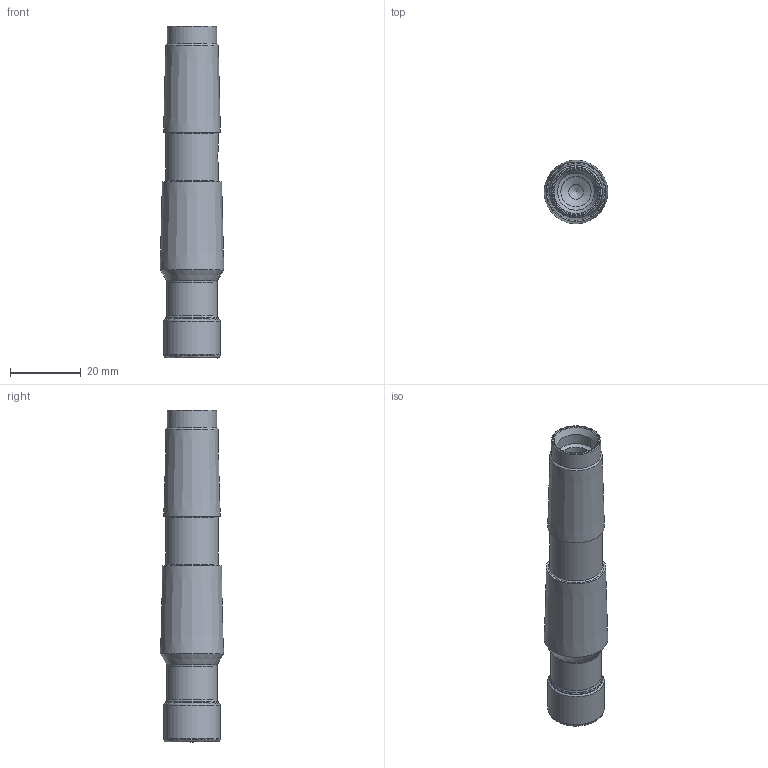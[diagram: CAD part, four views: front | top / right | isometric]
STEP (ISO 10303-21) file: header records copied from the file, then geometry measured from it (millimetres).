
FILE_DESCRIPTION(/* description */ (''),/* implementation_level */ '2;1');
FILE_NAME(/* name */ '202753787ndi000_00.stp',/* time_stamp */ '2019-12-12T13:25:48+01:00',/* author */ (''),/* organization */ (''),/* preprocessor_version */ 'ST-DEVELOPER v16.7',/* originating_system */ 'SIEMENS PLM Software NX 12.0',/* authorisation */ '');
FILE_SCHEMA (('AUTOMOTIVE_DESIGN { 1 0 10303 214 3 1 1 1 }'));
Length unit declared in the file: millimetre
Products named in the file (1): mp545C2C59B8ee28
Bounding box: 18.03 x 18.03 x 94 mm (x, y, z)
Volume: 17362.6 mm3; surface area: 7350.6 mm2
Topology: 2 solids, 2 shells, 55 faces, 119 edges, 67 vertices
Faces by surface type: revolution 20, cone 14, torus 9, cylinder 8, plane 4
Full cylindrical faces by diameter (mm): 4.2 x2, 8.6 x1, 10.5 x1, 14 x1, 14.307 x1, 14.807 x1, 15 x1
Entity records: 1425 total; most frequent: CARTESIAN_POINT 440, DIRECTION 198, ORIENTED_EDGE 112, FACE_BOUND 110, EDGE_LOOP 110, AXIS2_PLACEMENT_3D 89, VERTEX_POINT 57, EDGE_CURVE 56
